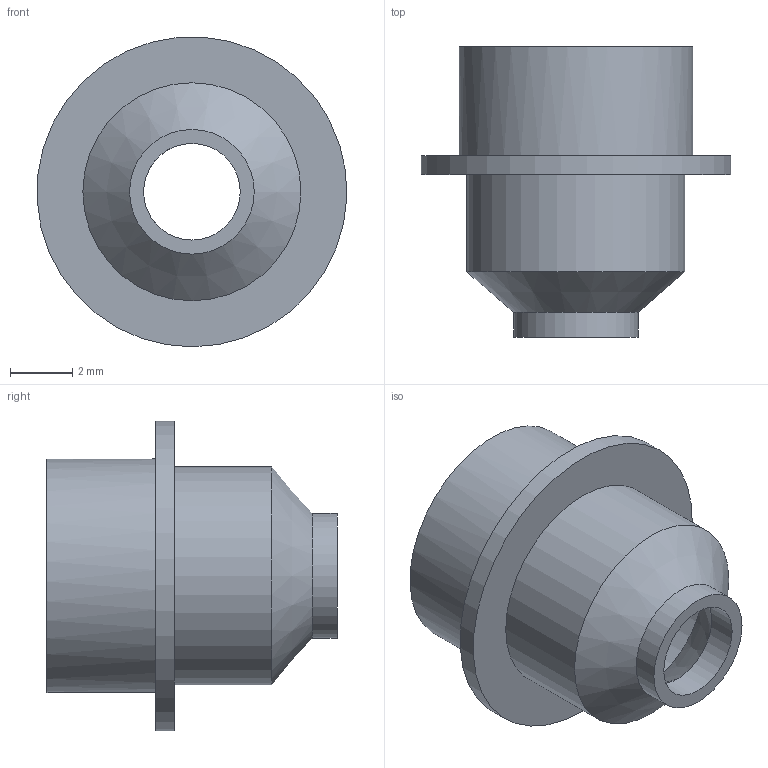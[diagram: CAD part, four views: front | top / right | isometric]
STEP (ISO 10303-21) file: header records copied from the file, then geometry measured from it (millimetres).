
FILE_DESCRIPTION(/* description */ (''),/* implementation_level */ '2;1');
FILE_NAME(/* name */ 'microscope_objective_mk1.stp',/* time_stamp */ '2022-12-09T19:15:13+01:00',/* author */ ('Rik Ubaghs'),/* organization */ (''),/* preprocessor_version */ 'ST-DEVELOPER v18.1',/* originating_system */ 'Autodesk Inventor 2021',/* authorisation */ '');
FILE_SCHEMA (('AUTOMOTIVE_DESIGN { 1 0 10303 214 3 1 1 }'));
Length unit declared in the file: millimetre
Products named in the file (1): microscope_objective_mk1
Bounding box: 9.94 x 9.32 x 9.94 mm (x, y, z)
Volume: 133.3 mm3; surface area: 479.1 mm2
Topology: 1 solids, 1 shells, 14 faces, 36 edges, 27 vertices
Faces by surface type: cylinder 6, plane 5, bspline 2, cone 1
Full cylindrical faces by diameter (mm): 3.1 x1, 4 x1, 6.1 x1, 7 x1, 7.5 x1, 9.95 x1
Entity records: 779 total; most frequent: CARTESIAN_POINT 348, DIRECTION 81, ORIENTED_EDGE 72, EDGE_CURVE 36, AXIS2_PLACEMENT_3D 36, VERTEX_POINT 27, CIRCLE 23, EDGE_LOOP 19
